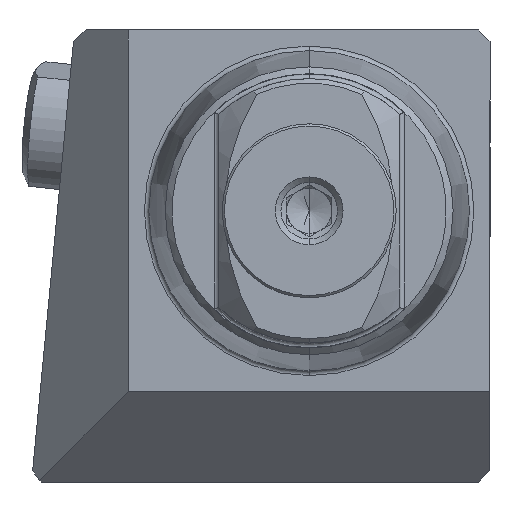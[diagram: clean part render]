
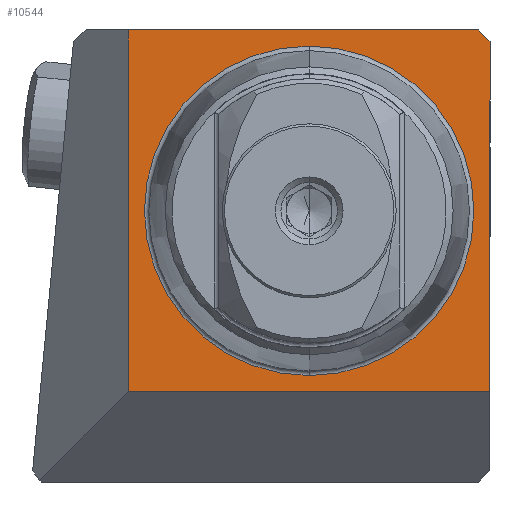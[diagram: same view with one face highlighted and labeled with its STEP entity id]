
A CAD part, left-side view. The second image highlights one B-rep face of the part: STEP entity #10544.
In plain terms, the highlighted planar face has unit normal (-1, 0, 0).
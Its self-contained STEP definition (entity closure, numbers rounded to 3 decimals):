
#403 = VERTEX_POINT ( 'NONE', #9587 ) ;
#508 = CARTESIAN_POINT ( 'NONE',  ( 0., -8., 0. ) ) ;
#627 = CARTESIAN_POINT ( 'NONE',  ( 0., 8., -8. ) ) ;
#985 = LINE ( 'NONE', #5109, #11155 ) ;
#1022 = VERTEX_POINT ( 'NONE', #3099 ) ;
#1050 = FACE_BOUND ( 'NONE', #7071, .T. ) ;
#1188 = FACE_OUTER_BOUND ( 'NONE', #13817, .T. ) ;
#1210 = DIRECTION ( 'NONE',  ( 0., 1., 0. ) ) ;
#1318 = VERTEX_POINT ( 'NONE', #8983 ) ;
#1427 = ORIENTED_EDGE ( 'NONE', *, *, #12708, .F. ) ;
#1432 = LINE ( 'NONE', #508, #10740 ) ;
#2190 = CIRCLE ( 'NONE', #12374, 7.287 ) ;
#2352 = VERTEX_POINT ( 'NONE', #627 ) ;
#2505 = DIRECTION ( 'NONE',  ( 0., 0., 1. ) ) ;
#2524 = CARTESIAN_POINT ( 'NONE',  ( 0., 0., 7.287 ) ) ;
#2648 = DIRECTION ( 'NONE',  ( 0., 0., 1. ) ) ;
#2799 = VECTOR ( 'NONE', #12059, 1000. ) ;
#3099 = CARTESIAN_POINT ( 'NONE',  ( 0., -8., -8. ) ) ;
#3338 = CARTESIAN_POINT ( 'NONE',  ( 0., -7.5, 8. ) ) ;
#3392 = CARTESIAN_POINT ( 'NONE',  ( 0., 7.287, 0. ) ) ;
#3408 = DIRECTION ( 'NONE',  ( 0., 0., 1. ) ) ;
#3412 = LINE ( 'NONE', #7744, #2799 ) ;
#4866 = ORIENTED_EDGE ( 'NONE', *, *, #11944, .F. ) ;
#5109 = CARTESIAN_POINT ( 'NONE',  ( 0., 7.287, 8. ) ) ;
#5209 = CARTESIAN_POINT ( 'NONE',  ( 0., 0., 0. ) ) ;
#5379 = PLANE ( 'NONE',  #13519 ) ;
#5608 = CARTESIAN_POINT ( 'NONE',  ( 0., -8., -8. ) ) ;
#5978 = ORIENTED_EDGE ( 'NONE', *, *, #10175, .F. ) ;
#6022 = VERTEX_POINT ( 'NONE', #12822 ) ;
#7071 = EDGE_LOOP ( 'NONE', ( #5978, #1427 ) ) ;
#7434 = DIRECTION ( 'NONE',  ( 1., 0., 0. ) ) ;
#7741 = DIRECTION ( 'NONE',  ( -1., 0., 0. ) ) ;
#7744 = CARTESIAN_POINT ( 'NONE',  ( 0., 8., -12. ) ) ;
#8460 = EDGE_CURVE ( 'NONE', #1022, #12615, #1432, .T. ) ;
#8948 = DIRECTION ( 'NONE',  ( 0., 0.707, 0.707 ) ) ;
#8983 = CARTESIAN_POINT ( 'NONE',  ( 0., -7.5, 8. ) ) ;
#9158 = AXIS2_PLACEMENT_3D ( 'NONE', #11428, #11288, #2648 ) ;
#9426 = DIRECTION ( 'NONE',  ( 0., 1., 0. ) ) ;
#9587 = CARTESIAN_POINT ( 'NONE',  ( 0., 8., 8. ) ) ;
#9688 = DIRECTION ( 'NONE',  ( 0., 0., -1. ) ) ;
#10129 = ORIENTED_EDGE ( 'NONE', *, *, #11936, .F. ) ;
#10175 = EDGE_CURVE ( 'NONE', #11058, #6022, #2190, .T. ) ;
#10358 = ORIENTED_EDGE ( 'NONE', *, *, #11929, .T. ) ;
#10544 = ADVANCED_FACE ( 'NONE', ( #1050, #1188 ), #5379, .F. ) ;
#10740 = VECTOR ( 'NONE', #2505, 1000. ) ;
#10942 = VECTOR ( 'NONE', #1210, 1000. ) ;
#11058 = VERTEX_POINT ( 'NONE', #2524 ) ;
#11155 = VECTOR ( 'NONE', #9426, 1000. ) ;
#11218 = CARTESIAN_POINT ( 'NONE',  ( 0., -8., 7.5 ) ) ;
#11288 = DIRECTION ( 'NONE',  ( -1., 0., 0. ) ) ;
#11428 = CARTESIAN_POINT ( 'NONE',  ( 0., 0., 0. ) ) ;
#11508 = ORIENTED_EDGE ( 'NONE', *, *, #13161, .T. ) ;
#11605 = CIRCLE ( 'NONE', #9158, 7.287 ) ;
#11929 = EDGE_CURVE ( 'NONE', #12615, #1318, #13056, .T. ) ;
#11936 = EDGE_CURVE ( 'NONE', #1022, #2352, #13130, .T. ) ;
#11944 = EDGE_CURVE ( 'NONE', #2352, #403, #3412, .T. ) ;
#12059 = DIRECTION ( 'NONE',  ( 0., 0., 1. ) ) ;
#12374 = AXIS2_PLACEMENT_3D ( 'NONE', #5209, #7741, #3408 ) ;
#12615 = VERTEX_POINT ( 'NONE', #11218 ) ;
#12708 = EDGE_CURVE ( 'NONE', #6022, #11058, #11605, .T. ) ;
#12822 = CARTESIAN_POINT ( 'NONE',  ( 0., 0., -7.287 ) ) ;
#13056 = LINE ( 'NONE', #3338, #13227 ) ;
#13130 = LINE ( 'NONE', #5608, #10942 ) ;
#13161 = EDGE_CURVE ( 'NONE', #1318, #403, #985, .T. ) ;
#13227 = VECTOR ( 'NONE', #8948, 1000. ) ;
#13519 = AXIS2_PLACEMENT_3D ( 'NONE', #3392, #7434, #9688 ) ;
#13744 = ORIENTED_EDGE ( 'NONE', *, *, #8460, .T. ) ;
#13817 = EDGE_LOOP ( 'NONE', ( #13744, #10358, #11508, #4866, #10129 ) ) ;
